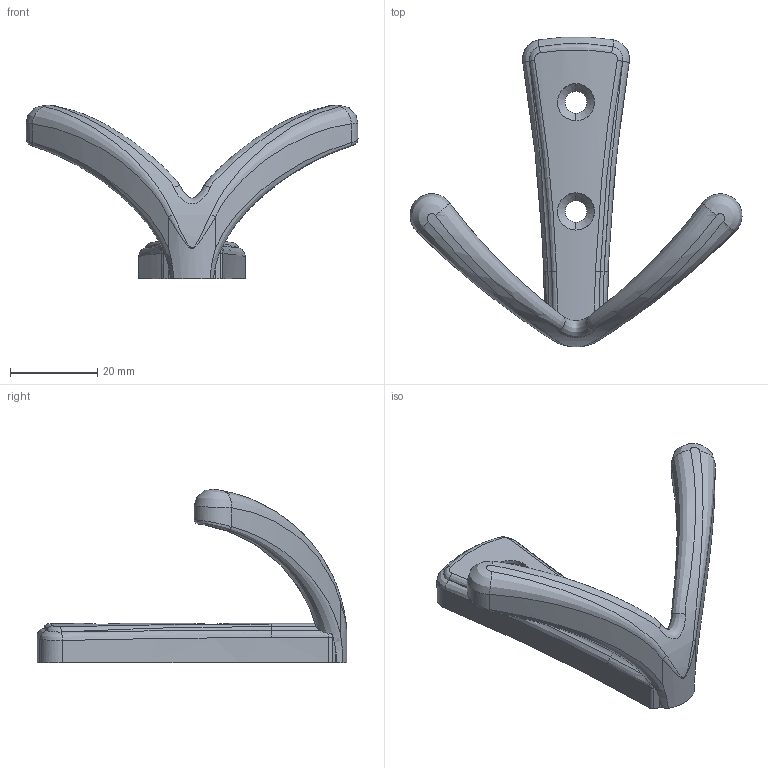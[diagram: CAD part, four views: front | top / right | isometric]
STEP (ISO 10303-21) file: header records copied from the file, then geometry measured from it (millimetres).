
FILE_DESCRIPTION(('Creo Elements/Direct Modeling STEP Export'),'2;1');
FILE_NAME('1654.stp','2022-01-10T 9:05:46',(''),(''),'Creo Elements/Direct Modeling STEP processor for AP214 (Solid Model)','Creo Elements/Direct Modeling 20.0 12-Nov-2016 (C) Parametric Technology GmbH','');
FILE_SCHEMA(('AUTOMOTIVE_DESIGN { 1 0 10303 214 1 1 1 1 }'));
Length unit declared in the file: millimetre
Products named in the file (2): Mantelhaken.01
Assembly tree (1 placements, depth 2):
  Mantelhaken.01
    Mantelhaken.01
Bounding box: 75.99 x 70.92 x 39.71 mm (x, y, z)
Volume: 10902.8 mm3; surface area: 9094.5 mm2
Topology: 1 solids, 1 shells, 286 faces, 772 edges, 495 vertices
Faces by surface type: plane 168, bspline 54, cylinder 47, cone 8, torus 6, extrusion 3
Entity records: 31365 total; most frequent: CARTESIAN_POINT 24762, ORIENTED_EDGE 1536, DIRECTION 1078, EDGE_CURVE 768, VECTOR 520, LINE 517, VERTEX_POINT 495, EDGE_LOOP 301
